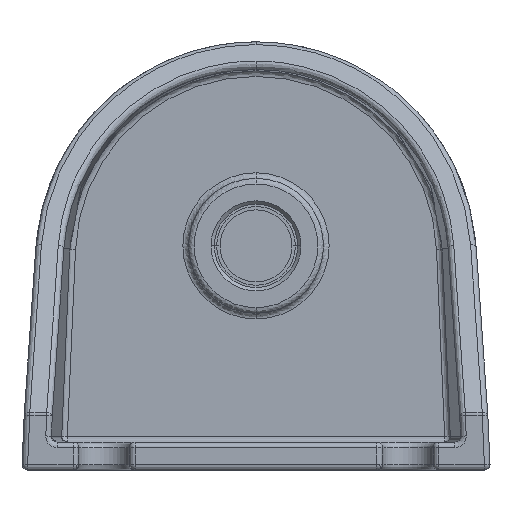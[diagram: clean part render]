
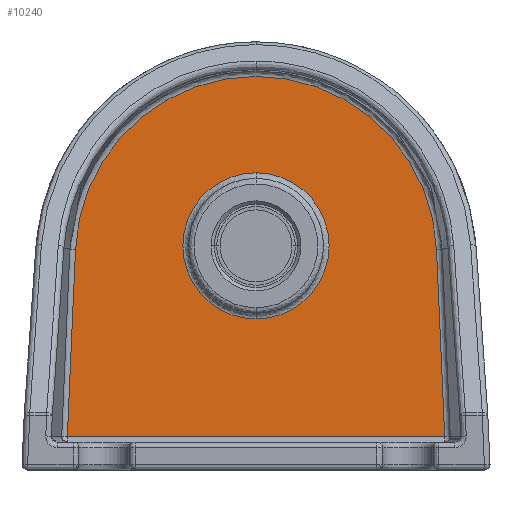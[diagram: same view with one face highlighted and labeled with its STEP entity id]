
A CAD part, left-side view. The second image highlights one B-rep face of the part: STEP entity #10240.
In plain terms, the highlighted planar face has unit normal (-1, 0, 0).
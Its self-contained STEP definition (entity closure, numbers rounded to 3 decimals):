
#5615=CARTESIAN_POINT('',(22.5,0.,26.437));
#5616=VERTEX_POINT('',#5615);
#5634=CARTESIAN_POINT('',(22.5,0.,13.437));
#5635=VERTEX_POINT('',#5634);
#5643=CARTESIAN_POINT('',(22.5,0.,19.937));
#5644=DIRECTION('',(1.,0.,0.));
#5645=DIRECTION('',(0.,-0.76,-0.65));
#5646=AXIS2_PLACEMENT_3D('',#5643,#5644,#5645);
#5647=CIRCLE('',#5646,6.5);
#5648=EDGE_CURVE('',#5616,#5635,#5647,.T.);
#7011=CARTESIAN_POINT('',(22.5,16.773,3.));
#7012=VERTEX_POINT('',#7011);
#7076=CARTESIAN_POINT('',(22.5,16.047,19.638));
#7077=VERTEX_POINT('',#7076);
#7078=CARTESIAN_POINT('',(22.5,16.047,19.638));
#7079=DIRECTION('',(0.,0.044,-0.999));
#7080=VECTOR('',#7079,16.654);
#7081=LINE('',#7078,#7080);
#7082=EDGE_CURVE('',#7077,#7012,#7081,.T.);
#8596=CARTESIAN_POINT('',(22.5,-16.773,3.));
#8597=VERTEX_POINT('',#8596);
#8605=CARTESIAN_POINT('',(22.5,-16.773,3.));
#8606=DIRECTION('',(0.0,1.0,0.0));
#8607=VECTOR('',#8606,33.547);
#8608=LINE('',#8605,#8607);
#8609=EDGE_CURVE('',#8597,#7012,#8608,.T.);
#10193=CARTESIAN_POINT('',(22.5,0.,19.937));
#10194=DIRECTION('',(1.,0.,0.));
#10195=DIRECTION('',(0.,-0.76,-0.65));
#10196=AXIS2_PLACEMENT_3D('',#10193,#10194,#10195);
#10197=CIRCLE('',#10196,6.5);
#10198=EDGE_CURVE('',#5635,#5616,#10197,.T.);
#10212=CARTESIAN_POINT('',(22.5,0.0,13.99));
#10213=DIRECTION('',(1.0,0.0,0.0));
#10214=DIRECTION('',(0.0,0.0,-1.0));
#10215=AXIS2_PLACEMENT_3D('',#10212,#10213,#10214);
#10216=PLANE('',#10215);
#10217=CARTESIAN_POINT('',(22.5,-16.047,19.638));
#10218=VERTEX_POINT('',#10217);
#10219=CARTESIAN_POINT('',(22.5,0.0,18.938));
#10220=DIRECTION('',(-1.0,0.0,0.0));
#10221=DIRECTION('',(0.0,0.0,1.0));
#10222=AXIS2_PLACEMENT_3D('',#10219,#10220,#10221);
#10223=CIRCLE('',#10222,16.062);
#10224=EDGE_CURVE('',#10218,#7077,#10223,.T.);
#10225=ORIENTED_EDGE('',*,*,#10224,.T.);
#10226=ORIENTED_EDGE('',*,*,#7082,.T.);
#10227=ORIENTED_EDGE('',*,*,#8609,.F.);
#10228=CARTESIAN_POINT('',(22.5,-16.047,19.638));
#10229=DIRECTION('',(0.,-0.044,-0.999));
#10230=VECTOR('',#10229,16.654);
#10231=LINE('',#10228,#10230);
#10232=EDGE_CURVE('',#10218,#8597,#10231,.T.);
#10233=ORIENTED_EDGE('',*,*,#10232,.F.);
#10234=EDGE_LOOP('',(#10225,#10226,#10227,#10233));
#10235=FACE_OUTER_BOUND('',#10234,.T.);
#10236=ORIENTED_EDGE('',*,*,#5648,.T.);
#10237=ORIENTED_EDGE('',*,*,#10198,.T.);
#10238=EDGE_LOOP('',(#10236,#10237));
#10239=FACE_BOUND('',#10238,.T.);
#10240=ADVANCED_FACE('',(#10235,#10239),#10216,.F.);
